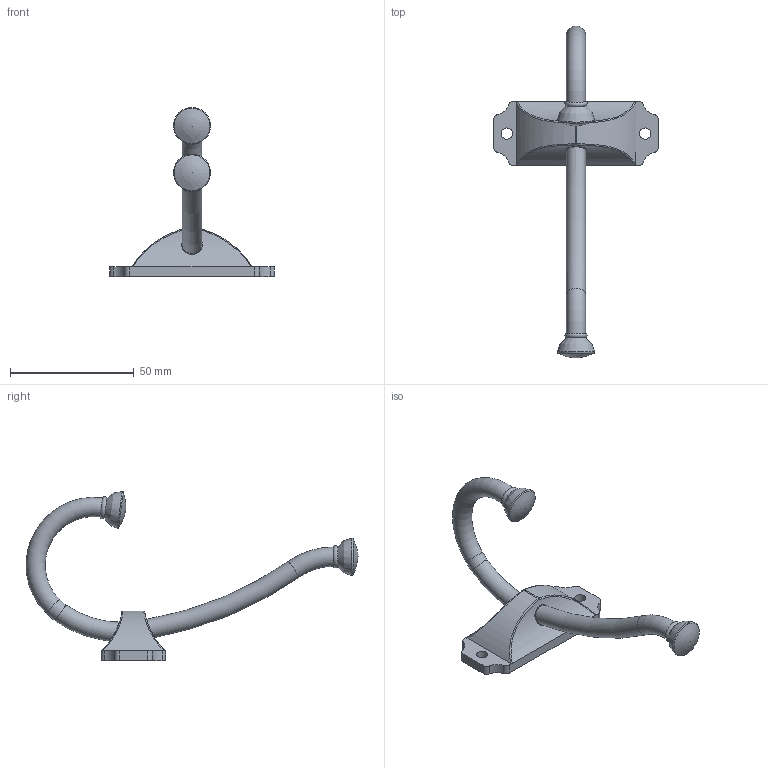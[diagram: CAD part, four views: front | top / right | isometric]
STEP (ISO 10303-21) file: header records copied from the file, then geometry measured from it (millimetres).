
FILE_DESCRIPTION(/* description */ (''),/* implementation_level */ '2;1');
FILE_NAME(/* name */ 'WZ-CRAFT.stp',/* time_stamp */ '2021-06-29T10:06:11+02:00',/* author */ ('tomaszw'),/* organization */ (''),/* preprocessor_version */ 'ST-DEVELOPER v18.1',/* originating_system */ 'Autodesk Inventor 2021',/* authorisation */ '');
FILE_SCHEMA (('AUTOMOTIVE_DESIGN { 1 0 10303 214 3 1 1 }'));
Length unit declared in the file: millimetre
Products named in the file (1): WZ-CRAFT
Bounding box: 66.5 x 134.3 x 68.4 mm (x, y, z)
Volume: 13643.4 mm3; surface area: 13465.8 mm2
Topology: 1 solids, 2 shells, 78 faces, 223 edges, 146 vertices
Faces by surface type: cylinder 31, plane 17, bspline 16, torus 14
Full cylindrical faces by diameter (mm): 4.5 x2
Entity records: 3528 total; most frequent: CARTESIAN_POINT 1484, ORIENTED_EDGE 438, DIRECTION 417, EDGE_CURVE 219, AXIS2_PLACEMENT_3D 175, VERTEX_POINT 146, CIRCLE 104, EDGE_LOOP 85
